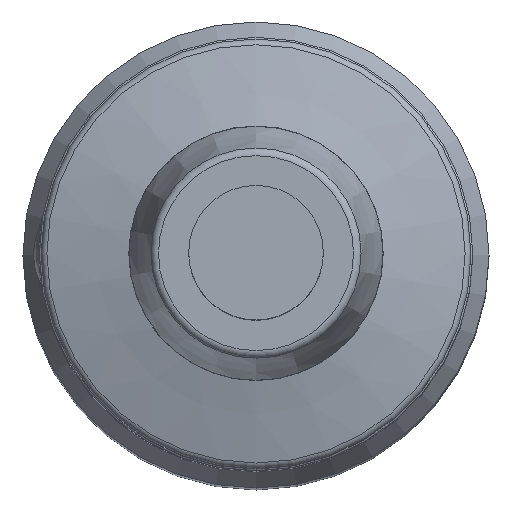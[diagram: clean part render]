
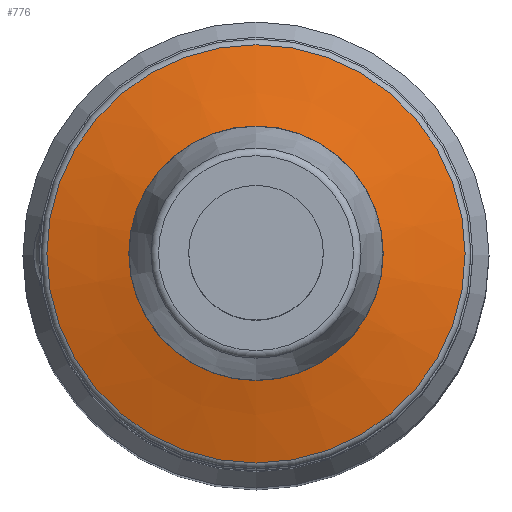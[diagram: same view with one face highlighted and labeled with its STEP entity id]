
A CAD part, top view. The second image highlights one B-rep face of the part: STEP entity #776.
In plain terms, the highlighted conical face has half-angle 75 degrees and reference radius 6.15 mm.
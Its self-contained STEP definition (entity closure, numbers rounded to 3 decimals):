
#40=CONICAL_SURFACE('',#916,6.15,1.309);
#97=FACE_OUTER_BOUND('',#151,.T.);
#151=EDGE_LOOP('',(#680,#681,#682,#683,#684,#685,#686,#687));
#184=LINE('',#1501,#211);
#211=VECTOR('',#1181,6.15);
#277=CIRCLE('',#904,8.078);
#278=CIRCLE('',#905,8.078);
#280=CIRCLE('',#907,8.078);
#287=CIRCLE('',#917,4.371);
#288=CIRCLE('',#918,4.371);
#289=CIRCLE('',#919,4.371);
#363=VERTEX_POINT('',#1479);
#364=VERTEX_POINT('',#1480);
#365=VERTEX_POINT('',#1482);
#371=VERTEX_POINT('',#1500);
#372=VERTEX_POINT('',#1502);
#373=VERTEX_POINT('',#1504);
#469=EDGE_CURVE('',#363,#364,#277,.T.);
#470=EDGE_CURVE('',#364,#365,#278,.T.);
#472=EDGE_CURVE('',#365,#363,#280,.T.);
#479=EDGE_CURVE('',#364,#371,#184,.T.);
#480=EDGE_CURVE('',#372,#371,#287,.T.);
#481=EDGE_CURVE('',#373,#372,#288,.T.);
#482=EDGE_CURVE('',#371,#373,#289,.T.);
#680=ORIENTED_EDGE('',*,*,#469,.F.);
#681=ORIENTED_EDGE('',*,*,#472,.F.);
#682=ORIENTED_EDGE('',*,*,#470,.F.);
#683=ORIENTED_EDGE('',*,*,#479,.T.);
#684=ORIENTED_EDGE('',*,*,#480,.F.);
#685=ORIENTED_EDGE('',*,*,#481,.F.);
#686=ORIENTED_EDGE('',*,*,#482,.F.);
#687=ORIENTED_EDGE('',*,*,#479,.F.);
#776=ADVANCED_FACE('',(#97),#40,.T.);
#904=AXIS2_PLACEMENT_3D('',#1481,#1155,#1156);
#905=AXIS2_PLACEMENT_3D('',#1483,#1157,#1158);
#907=AXIS2_PLACEMENT_3D('',#1485,#1161,#1162);
#916=AXIS2_PLACEMENT_3D('',#1499,#1179,#1180);
#917=AXIS2_PLACEMENT_3D('',#1503,#1182,#1183);
#918=AXIS2_PLACEMENT_3D('',#1505,#1184,#1185);
#919=AXIS2_PLACEMENT_3D('',#1506,#1186,#1187);
#1155=DIRECTION('center_axis',(0.,0.,-1.));
#1156=DIRECTION('ref_axis',(-1.,0.,0.));
#1157=DIRECTION('center_axis',(0.,0.,-1.));
#1158=DIRECTION('ref_axis',(-1.,0.,0.));
#1161=DIRECTION('center_axis',(0.,0.,-1.));
#1162=DIRECTION('ref_axis',(-1.,0.,0.));
#1179=DIRECTION('center_axis',(0.,0.,-1.));
#1180=DIRECTION('ref_axis',(0.,1.,0.));
#1181=DIRECTION('',(0.,0.966,0.259));
#1182=DIRECTION('center_axis',(0.,0.,1.));
#1183=DIRECTION('ref_axis',(0.,-1.,0.));
#1184=DIRECTION('center_axis',(0.,0.,1.));
#1185=DIRECTION('ref_axis',(0.,-1.,0.));
#1186=DIRECTION('center_axis',(0.,0.,1.));
#1187=DIRECTION('ref_axis',(0.,-1.,0.));
#1479=CARTESIAN_POINT('',(35.024,3.836,-33.731));
#1480=CARTESIAN_POINT('',(26.946,-4.242,-33.731));
#1481=CARTESIAN_POINT('Origin',(26.946,3.836,-33.731));
#1482=CARTESIAN_POINT('',(18.869,3.836,-33.731));
#1483=CARTESIAN_POINT('Origin',(26.946,3.836,-33.731));
#1485=CARTESIAN_POINT('Origin',(26.946,3.836,-33.731));
#1499=CARTESIAN_POINT('Origin',(26.946,3.836,-33.215));
#1500=CARTESIAN_POINT('',(26.946,-0.535,-32.738));
#1501=CARTESIAN_POINT('',(26.946,-2.314,-33.215));
#1502=CARTESIAN_POINT('',(26.946,8.207,-32.738));
#1503=CARTESIAN_POINT('Origin',(26.946,3.836,-32.738));
#1504=CARTESIAN_POINT('',(31.317,3.836,-32.738));
#1505=CARTESIAN_POINT('Origin',(26.946,3.836,-32.738));
#1506=CARTESIAN_POINT('Origin',(26.946,3.836,-32.738));
